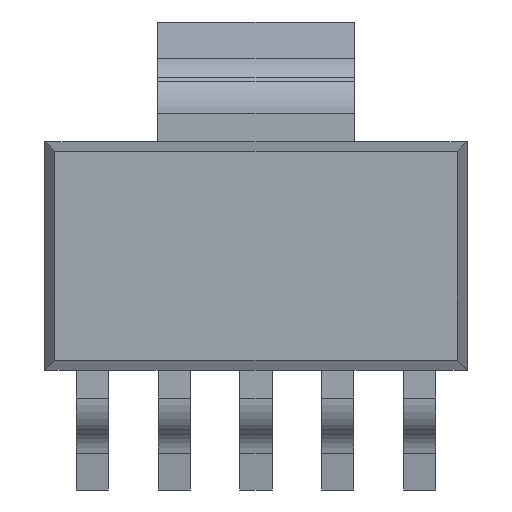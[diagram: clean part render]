
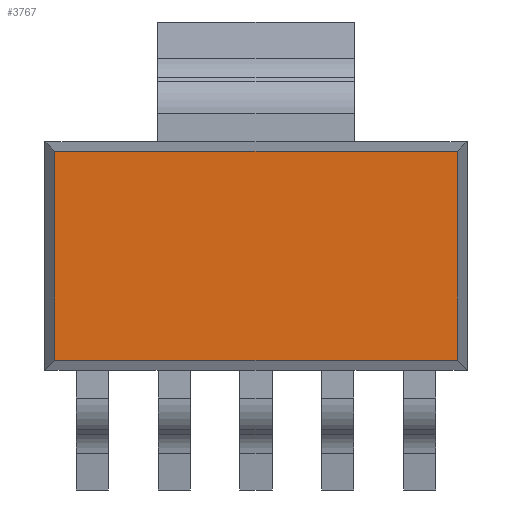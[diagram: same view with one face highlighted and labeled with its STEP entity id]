
A CAD part, top view. The second image highlights one B-rep face of the part: STEP entity #3767.
In plain terms, the highlighted planar face has unit normal (0, 0, 1).
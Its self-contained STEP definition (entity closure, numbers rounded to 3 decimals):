
#91 = VECTOR ( 'NONE', #437, 1000. ) ;
#147 = CARTESIAN_POINT ( 'NONE',  ( -3.12, 1.775, 1.8 ) ) ;
#148 = ORIENTED_EDGE ( 'NONE', *, *, #590, .T. ) ;
#195 = LINE ( 'NONE', #1926, #1908 ) ;
#318 = EDGE_CURVE ( 'NONE', #407, #938, #3262, .T. ) ;
#332 = CARTESIAN_POINT ( 'NONE',  ( 3.12, 1.62, 1.8 ) ) ;
#389 = AXIS2_PLACEMENT_3D ( 'NONE', #3613, #518, #1584 ) ;
#407 = VERTEX_POINT ( 'NONE', #332 ) ;
#437 = DIRECTION ( 'NONE',  ( 1., 0., 0. ) ) ;
#518 = DIRECTION ( 'NONE',  ( 0., 0., 1. ) ) ;
#583 = ORIENTED_EDGE ( 'NONE', *, *, #4302, .T. ) ;
#590 = EDGE_CURVE ( 'NONE', #938, #597, #3233, .T. ) ;
#597 = VERTEX_POINT ( 'NONE', #3412 ) ;
#938 = VERTEX_POINT ( 'NONE', #2912 ) ;
#1309 = ORIENTED_EDGE ( 'NONE', *, *, #1883, .T. ) ;
#1584 = DIRECTION ( 'NONE',  ( 1., 0., 0. ) ) ;
#1805 = CARTESIAN_POINT ( 'NONE',  ( -3.275, -1.62, 1.8 ) ) ;
#1883 = EDGE_CURVE ( 'NONE', #597, #1901, #3441, .T. ) ;
#1901 = VERTEX_POINT ( 'NONE', #3801 ) ;
#1908 = VECTOR ( 'NONE', #2956, 1000. ) ;
#1910 = PLANE ( 'NONE',  #389 ) ;
#1926 = CARTESIAN_POINT ( 'NONE',  ( 3.12, 1.775, 1.8 ) ) ;
#2540 = VECTOR ( 'NONE', #4354, 1000. ) ;
#2905 = DIRECTION ( 'NONE',  ( 0., -1., 0. ) ) ;
#2912 = CARTESIAN_POINT ( 'NONE',  ( -3.12, 1.62, 1.8 ) ) ;
#2956 = DIRECTION ( 'NONE',  ( 0., 1., 0. ) ) ;
#3021 = EDGE_LOOP ( 'NONE', ( #148, #1309, #583, #3433 ) ) ;
#3233 = LINE ( 'NONE', #147, #3240 ) ;
#3240 = VECTOR ( 'NONE', #2905, 1000. ) ;
#3262 = LINE ( 'NONE', #4379, #2540 ) ;
#3412 = CARTESIAN_POINT ( 'NONE',  ( -3.12, -1.62, 1.8 ) ) ;
#3433 = ORIENTED_EDGE ( 'NONE', *, *, #318, .T. ) ;
#3441 = LINE ( 'NONE', #1805, #91 ) ;
#3613 = CARTESIAN_POINT ( 'NONE',  ( 0., 0., 1.8 ) ) ;
#3767 = ADVANCED_FACE ( 'NONE', ( #3956 ), #1910, .T. ) ;
#3801 = CARTESIAN_POINT ( 'NONE',  ( 3.12, -1.62, 1.8 ) ) ;
#3956 = FACE_OUTER_BOUND ( 'NONE', #3021, .T. ) ;
#4302 = EDGE_CURVE ( 'NONE', #1901, #407, #195, .T. ) ;
#4354 = DIRECTION ( 'NONE',  ( -1., 0., 0. ) ) ;
#4379 = CARTESIAN_POINT ( 'NONE',  ( -3.275, 1.62, 1.8 ) ) ;
